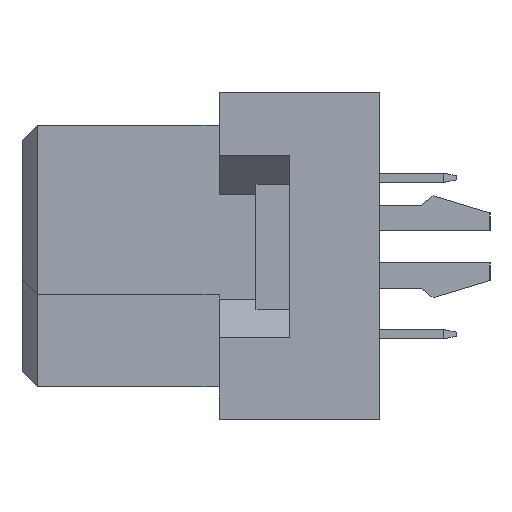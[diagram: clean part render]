
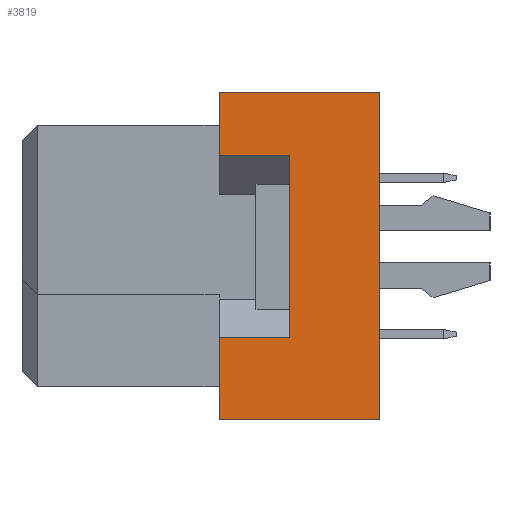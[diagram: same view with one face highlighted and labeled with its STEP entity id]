
A CAD part, left-side view. The second image highlights one B-rep face of the part: STEP entity #3819.
In plain terms, the highlighted planar face has unit normal (-1, 0, 0).
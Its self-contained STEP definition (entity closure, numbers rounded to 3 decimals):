
#613 = CARTESIAN_POINT ( 'NONE',  ( -47.5, -11.6, 5.3 ) ) ;
#1063 = EDGE_CURVE ( 'NONE', #7747, #33298, #4081, .T. ) ;
#1857 = CARTESIAN_POINT ( 'NONE',  ( -47.5, -11.6, 5.3 ) ) ;
#2131 = ORIENTED_EDGE ( 'NONE', *, *, #10875, .F. ) ;
#3352 = LINE ( 'NONE', #3556, #18452 ) ;
#3454 = VECTOR ( 'NONE', #21043, 1000. ) ;
#3556 = CARTESIAN_POINT ( 'NONE',  ( -47.5, -6.4, -5.3 ) ) ;
#3819 = ADVANCED_FACE ( 'NONE', ( #14167 ), #26664, .T. ) ;
#3873 = ORIENTED_EDGE ( 'NONE', *, *, #20686, .T. ) ;
#4081 = LINE ( 'NONE', #11034, #34815 ) ;
#4175 = CARTESIAN_POINT ( 'NONE',  ( -47.5, -6.4, -2.65 ) ) ;
#4991 = DIRECTION ( 'NONE',  ( 0., 1., 0. ) ) ;
#5288 = LINE ( 'NONE', #33147, #31268 ) ;
#7105 = EDGE_CURVE ( 'NONE', #20708, #13063, #5288, .T. ) ;
#7747 = VERTEX_POINT ( 'NONE', #19379 ) ;
#8688 = LINE ( 'NONE', #36124, #36349 ) ;
#9671 = VERTEX_POINT ( 'NONE', #25268 ) ;
#9917 = AXIS2_PLACEMENT_3D ( 'NONE', #1857, #23806, #30143 ) ;
#10875 = EDGE_CURVE ( 'NONE', #17594, #20708, #8688, .T. ) ;
#11034 = CARTESIAN_POINT ( 'NONE',  ( -47.5, -11.6, 5.3 ) ) ;
#11696 = VECTOR ( 'NONE', #29250, 1000. ) ;
#12869 = EDGE_CURVE ( 'NONE', #33298, #13063, #35227, .T. ) ;
#13063 = VERTEX_POINT ( 'NONE', #29827 ) ;
#14167 = FACE_OUTER_BOUND ( 'NONE', #28061, .T. ) ;
#14272 = CARTESIAN_POINT ( 'NONE',  ( -47.5, -6.4, 3.25 ) ) ;
#15208 = CARTESIAN_POINT ( 'NONE',  ( -47.5, -11.6, -5.3 ) ) ;
#15904 = EDGE_CURVE ( 'NONE', #39610, #17594, #22919, .T. ) ;
#16127 = CARTESIAN_POINT ( 'NONE',  ( -47.5, -8.7, -2.65 ) ) ;
#17334 = CARTESIAN_POINT ( 'NONE',  ( -47.5, -8.7, 3.25 ) ) ;
#17594 = VERTEX_POINT ( 'NONE', #17334 ) ;
#18195 = VECTOR ( 'NONE', #19473, 1000. ) ;
#18452 = VECTOR ( 'NONE', #25684, 1000. ) ;
#19379 = CARTESIAN_POINT ( 'NONE',  ( -47.5, -11.6, -5.3 ) ) ;
#19473 = DIRECTION ( 'NONE',  ( 0., 1., 0. ) ) ;
#19606 = EDGE_CURVE ( 'NONE', #9671, #38725, #3352, .T. ) ;
#20475 = DIRECTION ( 'NONE',  ( 0., 0., 1. ) ) ;
#20686 = EDGE_CURVE ( 'NONE', #39610, #38725, #23910, .T. ) ;
#20708 = VERTEX_POINT ( 'NONE', #14272 ) ;
#21043 = DIRECTION ( 'NONE',  ( 0., 1., 0. ) ) ;
#22637 = ORIENTED_EDGE ( 'NONE', *, *, #34879, .F. ) ;
#22919 = LINE ( 'NONE', #35394, #11696 ) ;
#23806 = DIRECTION ( 'NONE',  ( -1., 0., 0. ) ) ;
#23910 = LINE ( 'NONE', #36177, #3454 ) ;
#25146 = ORIENTED_EDGE ( 'NONE', *, *, #12869, .T. ) ;
#25268 = CARTESIAN_POINT ( 'NONE',  ( -47.5, -6.4, -5.3 ) ) ;
#25447 = LINE ( 'NONE', #15208, #31584 ) ;
#25460 = ORIENTED_EDGE ( 'NONE', *, *, #1063, .T. ) ;
#25684 = DIRECTION ( 'NONE',  ( 0., 0., 1. ) ) ;
#26664 = PLANE ( 'NONE',  #9917 ) ;
#28061 = EDGE_LOOP ( 'NONE', ( #3873, #30286, #22637, #25460, #25146, #39950, #2131, #28141 ) ) ;
#28141 = ORIENTED_EDGE ( 'NONE', *, *, #15904, .F. ) ;
#29250 = DIRECTION ( 'NONE',  ( 0., 0., 1. ) ) ;
#29827 = CARTESIAN_POINT ( 'NONE',  ( -47.5, -6.4, 5.3 ) ) ;
#30143 = DIRECTION ( 'NONE',  ( 0., 0., 1. ) ) ;
#30286 = ORIENTED_EDGE ( 'NONE', *, *, #19606, .F. ) ;
#30710 = CARTESIAN_POINT ( 'NONE',  ( -47.5, -11.6, 5.3 ) ) ;
#31268 = VECTOR ( 'NONE', #20475, 1000. ) ;
#31584 = VECTOR ( 'NONE', #40160, 1000. ) ;
#33147 = CARTESIAN_POINT ( 'NONE',  ( -47.5, -6.4, -5.3 ) ) ;
#33298 = VERTEX_POINT ( 'NONE', #30710 ) ;
#34815 = VECTOR ( 'NONE', #38657, 1000. ) ;
#34879 = EDGE_CURVE ( 'NONE', #7747, #9671, #25447, .T. ) ;
#35227 = LINE ( 'NONE', #613, #18195 ) ;
#35394 = CARTESIAN_POINT ( 'NONE',  ( -47.5, -8.7, -2.65 ) ) ;
#36124 = CARTESIAN_POINT ( 'NONE',  ( -47.5, -8.7, 3.25 ) ) ;
#36177 = CARTESIAN_POINT ( 'NONE',  ( -47.5, -8.7, -2.65 ) ) ;
#36349 = VECTOR ( 'NONE', #4991, 1000. ) ;
#38657 = DIRECTION ( 'NONE',  ( 0., 0., 1. ) ) ;
#38725 = VERTEX_POINT ( 'NONE', #4175 ) ;
#39610 = VERTEX_POINT ( 'NONE', #16127 ) ;
#39950 = ORIENTED_EDGE ( 'NONE', *, *, #7105, .F. ) ;
#40160 = DIRECTION ( 'NONE',  ( 0., 1., 0. ) ) ;
